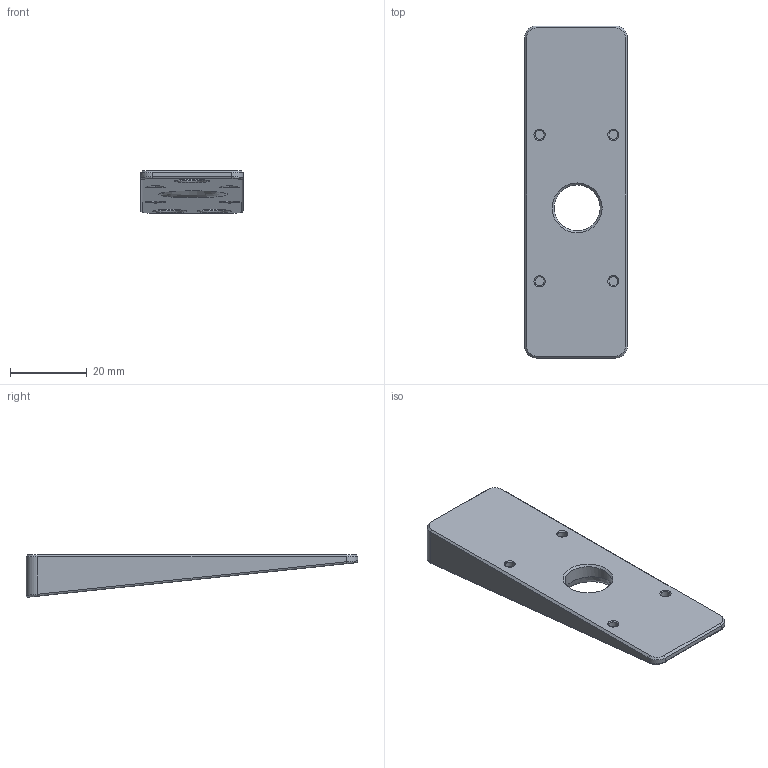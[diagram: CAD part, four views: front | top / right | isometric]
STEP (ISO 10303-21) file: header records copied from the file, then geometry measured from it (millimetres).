
FILE_DESCRIPTION(/* description */ (''),/* implementation_level */ '2;1');
FILE_NAME(/* name */ 'wedge-6deg.step',/* time_stamp */ '2019-09-09T12:37:53+02:00',/* author */ (''),/* organization */ (''),/* preprocessor_version */ 'ST-DEVELOPER v18',/* originating_system */ 'Autodesk Translation Framework v8.6.0.1094',/* authorisation */ '');
FILE_SCHEMA (('AUTOMOTIVE_DESIGN { 1 0 10303 214 3 1 1 }'));
Length unit declared in the file: millimetre
Products named in the file (1): wedge
Bounding box: 26.7 x 86.5 x 11.04 mm (x, y, z)
Volume: 13756.8 mm3; surface area: 6258.7 mm2
Topology: 1 solids, 1 shells, 102 faces, 239 edges, 150 vertices
Faces by surface type: plane 45, cylinder 40, cone 9, bspline 5, torus 3
Full cylindrical faces by diameter (mm): 2.4 x4, 8 x3, 12 x1
Entity records: 3135 total; most frequent: CARTESIAN_POINT 699, DIRECTION 533, ORIENTED_EDGE 478, EDGE_CURVE 239, AXIS2_PLACEMENT_3D 196, VERTEX_POINT 150, LINE 141, VECTOR 141
